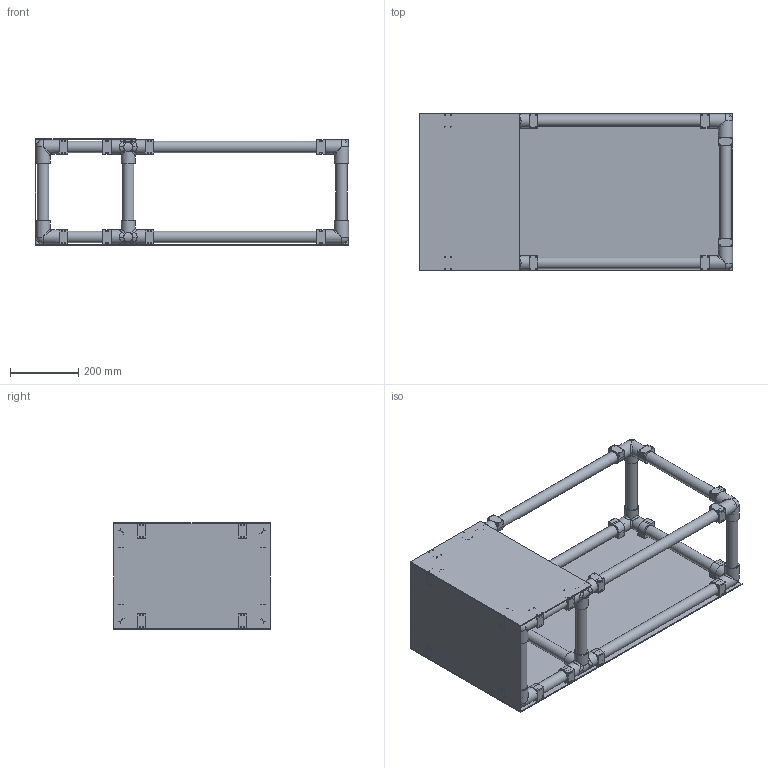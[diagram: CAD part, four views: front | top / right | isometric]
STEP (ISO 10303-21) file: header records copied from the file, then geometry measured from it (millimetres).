
FILE_DESCRIPTION(/* description */ (''),/* implementation_level */ '2;1');
FILE_NAME(/* name */ 'Version2EACCEnclsoure.step',/* time_stamp */ '2023-05-22T10:16:37-04:00',/* author */ (''),/* organization */ (''),/* preprocessor_version */ 'ST-DEVELOPER v19.2',/* originating_system */ 'Autodesk Translation Framework v12.4.0.73',/* authorisation */ '');
FILE_SCHEMA (('AUTOMOTIVE_DESIGN { 1 0 10303 214 3 1 1 }'));
Length unit declared in the file: inch
Products named in the file (15): pipe design 2; plywood; pvc 3 way elbow; 1 ft pipe; pvc 4 way elbow; pvc 4 way elbow_1; pvc 4 way elbow_2; pvc 4 way elbow_3; Component1; 8 in pipe; 22 in pipe; 1.5 ft pipe; Component10; Pipe Mount; Component11
Assembly tree (67 placements, depth 3):
  pipe design 2
    pvc 3 way elbow  x8
    1.5 ft pipe  x6
    1 ft pipe  x6
    plywood
    Pipe Mount  x24
    pvc 4 way elbow
      Component1  x2
    pvc 4 way elbow_1
      Component1  x2
    pvc 4 way elbow_2
      Component1  x2
    pvc 4 way elbow_3
      Component1  x2
    8 in pipe  x4
    22 in pipe  x4
    Component10
    Component11
Bounding box: 915.97 x 457.2 x 311.12 mm (x, y, z)
Volume: 5766969.7 mm3; surface area: 3316881.2 mm2
Topology: 63 solids, 63 shells, 1084 faces, 2570 edges, 1748 vertices
Faces by surface type: plane 506, cylinder 482, bspline 56, sphere 24, cone 16
Full cylindrical faces by diameter (mm): 3.175 x234, 25.4 x20, 26.645 x32, 33.401 x44, 33.655 x48, 41.275 x48
Entity records: 7862 total; most frequent: CARTESIAN_POINT 2721, DIRECTION 1047, ORIENTED_EDGE 850, AXIS2_PLACEMENT_3D 450, EDGE_CURVE 425, VERTEX_POINT 291, EDGE_LOOP 272, CIRCLE 192
